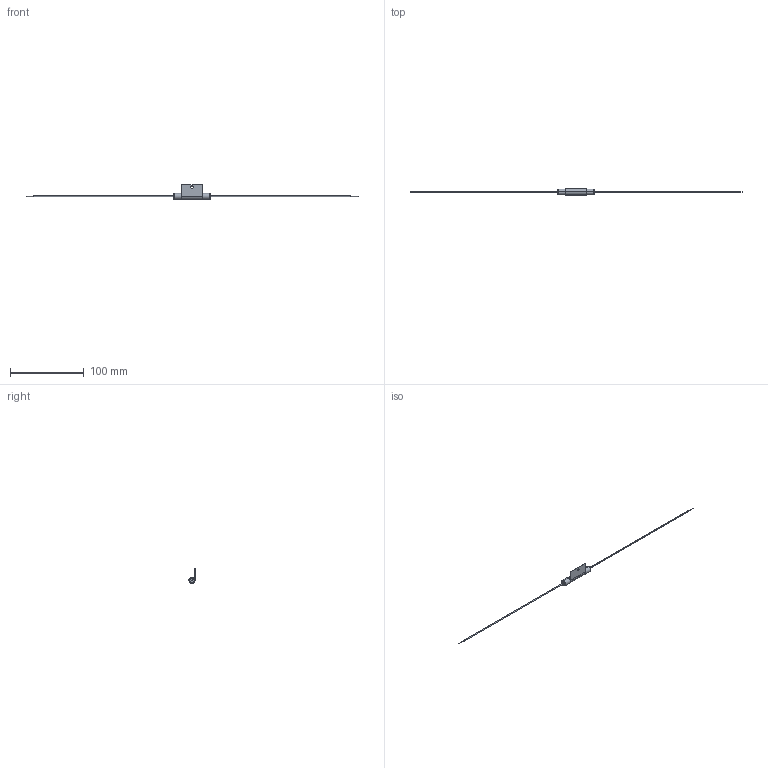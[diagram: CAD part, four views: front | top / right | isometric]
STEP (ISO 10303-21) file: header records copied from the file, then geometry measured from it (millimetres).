
FILE_DESCRIPTION (( 'STEP AP214' ), '1' );
FILE_NAME ('Default.STEP', '2018-06-05T17:29:03', ( '' ), ( '' ), 'SwSTEP 2.0', 'SolidWorks 2014', '' );
FILE_SCHEMA (( 'AUTOMOTIVE_DESIGN' ));
Length unit declared in the file: millimetre
Products named in the file (1): Default
Bounding box: 450 x 8.2 x 20 mm (x, y, z)
Volume: 3085.2 mm3; surface area: 3402 mm2
Topology: 1 solids, 1 shells, 90 faces, 233 edges, 154 vertices
Faces by surface type: plane 33, bspline 31, cylinder 22, torus 4
Entity records: 3318 total; most frequent: CARTESIAN_POINT 972, ORIENTED_EDGE 466, DIRECTION 286, EDGE_CURVE 233, VERTEX_POINT 154, B_SPLINE_CURVE_WITH_KNOTS 113, AXIS2_PLACEMENT_3D 106, EDGE_LOOP 101
